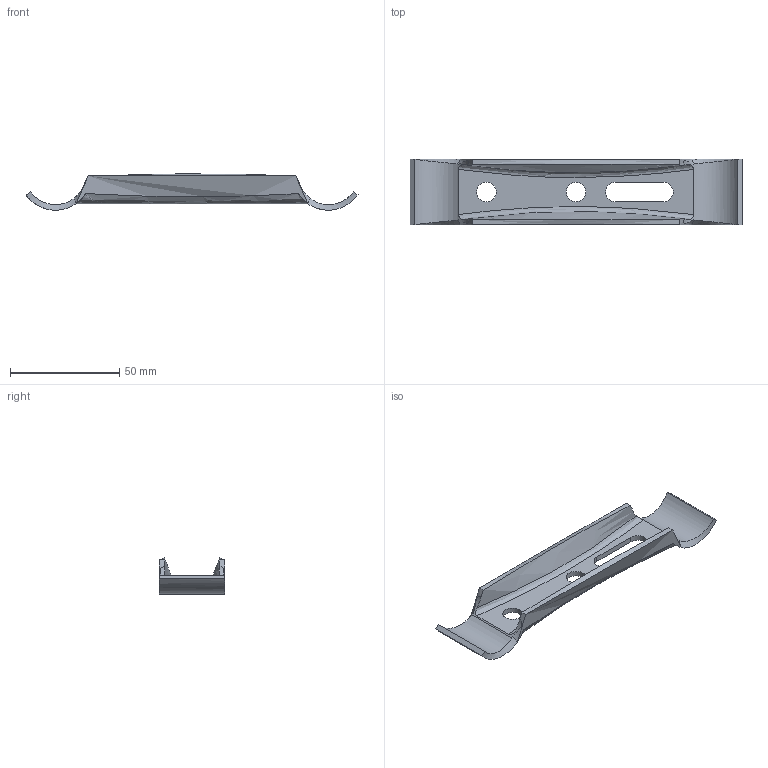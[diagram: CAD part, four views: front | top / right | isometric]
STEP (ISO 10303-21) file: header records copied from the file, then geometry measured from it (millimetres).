
FILE_DESCRIPTION (( 'STEP AP214' ), '1' );
FILE_NAME ('B331 Ñîåäèíèòåëü äëÿ òðóá Ô28, òèï Ñ.STEP', '2023-11-15T09:57:18', ( '' ), ( '' ), 'SwSTEP 2.0', 'SolidWorks 2022', '' );
FILE_SCHEMA (( 'AUTOMOTIVE_DESIGN' ));
Length unit declared in the file: millimetre
Products named in the file (1): B331 Соединитель для труб Ф28, тип С
Bounding box: 151.98 x 30 x 16.59 mm (x, y, z)
Volume: 14030.7 mm3; surface area: 12564.7 mm2
Topology: 1 solids, 1 shells, 38 faces, 100 edges, 64 vertices
Faces by surface type: bspline 18, cylinder 14, plane 6
Entity records: 3682 total; most frequent: CARTESIAN_POINT 2418, ORIENTED_EDGE 200, DIRECTION 110, EDGE_CURVE 100, VERTEX_POINT 64, B_SPLINE_CURVE_WITH_KNOTS 45, EDGE_LOOP 44, UNCERTAINTY_MEASURE_WITH_UNIT 41
